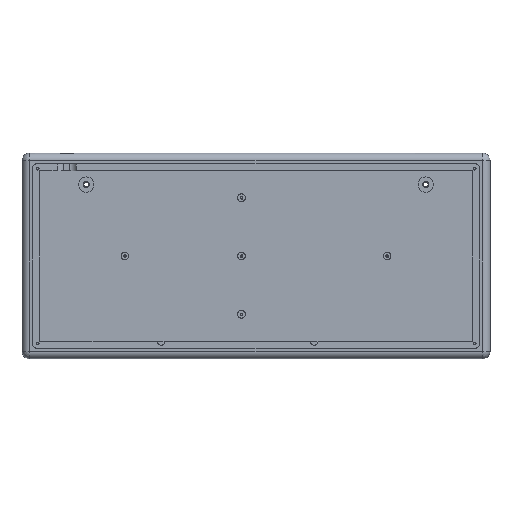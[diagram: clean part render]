
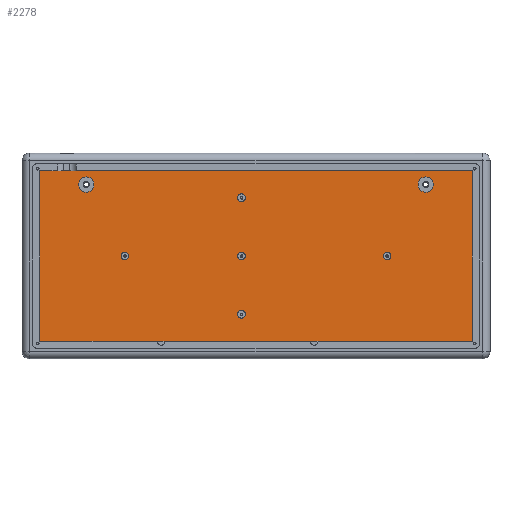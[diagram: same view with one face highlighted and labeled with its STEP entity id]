
A CAD part, top view. The second image highlights one B-rep face of the part: STEP entity #2278.
In plain terms, the highlighted planar face has unit normal (0, 0, 1).
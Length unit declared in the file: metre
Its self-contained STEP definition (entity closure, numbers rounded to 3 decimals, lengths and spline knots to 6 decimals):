
#81=LINE('',#11937,#165);
#82=LINE('',#11940,#166);
#83=LINE('',#11942,#167);
#84=LINE('',#11944,#168);
#165=VECTOR('',#2907,1.);
#166=VECTOR('',#2908,1.);
#167=VECTOR('',#2909,1.);
#168=VECTOR('',#2910,1.);
#383=PLANE('',#2491);
#657=ORIENTED_EDGE('',*,*,#1083,.F.);
#658=ORIENTED_EDGE('',*,*,#1098,.F.);
#659=ORIENTED_EDGE('',*,*,#1113,.F.);
#660=ORIENTED_EDGE('',*,*,#1128,.F.);
#661=ORIENTED_EDGE('',*,*,#1143,.F.);
#662=ORIENTED_EDGE('',*,*,#1256,.T.);
#663=ORIENTED_EDGE('',*,*,#1257,.F.);
#664=ORIENTED_EDGE('',*,*,#1258,.F.);
#665=ORIENTED_EDGE('',*,*,#1259,.T.);
#666=ORIENTED_EDGE('',*,*,#1260,.T.);
#667=ORIENTED_EDGE('',*,*,#1261,.F.);
#1083=EDGE_CURVE('',#1422,#1422,#1665,.T.);
#1098=EDGE_CURVE('',#1433,#1433,#1672,.T.);
#1113=EDGE_CURVE('',#1444,#1444,#1679,.T.);
#1128=EDGE_CURVE('',#1455,#1455,#1686,.T.);
#1143=EDGE_CURVE('',#1466,#1466,#1693,.T.);
#1256=EDGE_CURVE('',#1566,#1566,#1733,.F.);
#1257=EDGE_CURVE('',#1567,#1567,#1734,.T.);
#1258=EDGE_CURVE('',#1568,#1569,#81,.T.);
#1259=EDGE_CURVE('',#1568,#1570,#82,.T.);
#1260=EDGE_CURVE('',#1570,#1571,#83,.T.);
#1261=EDGE_CURVE('',#1569,#1571,#84,.T.);
#1422=VERTEX_POINT('',#3195);
#1433=VERTEX_POINT('',#4893);
#1444=VERTEX_POINT('',#6591);
#1455=VERTEX_POINT('',#8289);
#1466=VERTEX_POINT('',#9987);
#1566=VERTEX_POINT('',#11934);
#1567=VERTEX_POINT('',#11936);
#1568=VERTEX_POINT('',#11938);
#1569=VERTEX_POINT('',#11939);
#1570=VERTEX_POINT('',#11941);
#1571=VERTEX_POINT('',#11943);
#1665=CIRCLE('',#2380,0.0025);
#1672=CIRCLE('',#2393,0.0025);
#1679=CIRCLE('',#2406,0.0025);
#1686=CIRCLE('',#2419,0.0025);
#1693=CIRCLE('',#2432,0.0025);
#1733=CIRCLE('',#2492,0.005);
#1734=CIRCLE('',#2493,0.005);
#1867=EDGE_LOOP('',(#657));
#1868=EDGE_LOOP('',(#658));
#1869=EDGE_LOOP('',(#659));
#1870=EDGE_LOOP('',(#660));
#1871=EDGE_LOOP('',(#661));
#1872=EDGE_LOOP('',(#662));
#1873=EDGE_LOOP('',(#663));
#1874=EDGE_LOOP('',(#664,#665,#666,#667));
#2057=FACE_BOUND('',#1867,.T.);
#2058=FACE_BOUND('',#1868,.T.);
#2059=FACE_BOUND('',#1869,.T.);
#2060=FACE_BOUND('',#1870,.T.);
#2061=FACE_BOUND('',#1871,.T.);
#2062=FACE_BOUND('',#1872,.T.);
#2063=FACE_BOUND('',#1873,.T.);
#2064=FACE_BOUND('',#1874,.T.);
#2278=ADVANCED_FACE('',(#2057,#2058,#2059,#2060,#2061,#2062,#2063,#2064),
#383,.T.);
#2380=AXIS2_PLACEMENT_3D('',#3194,#2626,#2627);
#2393=AXIS2_PLACEMENT_3D('',#4892,#2652,#2653);
#2406=AXIS2_PLACEMENT_3D('',#6590,#2678,#2679);
#2419=AXIS2_PLACEMENT_3D('',#8288,#2704,#2705);
#2432=AXIS2_PLACEMENT_3D('',#9986,#2730,#2731);
#2491=AXIS2_PLACEMENT_3D('',#11932,#2901,#2902);
#2492=AXIS2_PLACEMENT_3D('',#11933,#2903,#2904);
#2493=AXIS2_PLACEMENT_3D('',#11935,#2905,#2906);
#2626=DIRECTION('',(0.,0.,1.));
#2627=DIRECTION('',(1.,0.,0.));
#2652=DIRECTION('',(0.,0.,1.));
#2653=DIRECTION('',(1.,0.,0.));
#2678=DIRECTION('',(0.,0.,1.));
#2679=DIRECTION('',(1.,0.,0.));
#2704=DIRECTION('',(0.,0.,1.));
#2705=DIRECTION('',(1.,0.,0.));
#2730=DIRECTION('',(0.,0.,1.));
#2731=DIRECTION('',(1.,0.,0.));
#2901=DIRECTION('',(0.,0.,1.));
#2902=DIRECTION('',(1.,0.,0.));
#2903=DIRECTION('',(0.,0.,1.));
#2904=DIRECTION('',(1.,0.,0.));
#2905=DIRECTION('',(0.,0.,1.));
#2906=DIRECTION('',(1.,0.,0.));
#2907=DIRECTION('',(1.,0.,0.));
#2908=DIRECTION('',(0.,-1.,0.));
#2909=DIRECTION('',(1.,0.,0.));
#2910=DIRECTION('',(0.,-1.,0.));
#3194=CARTESIAN_POINT('',(-0.085724,0.,0.002));
#3195=CARTESIAN_POINT('',(-0.083224,0.,0.002));
#4892=CARTESIAN_POINT('',(-0.009524,0.,0.002));
#4893=CARTESIAN_POINT('',(-0.007024,0.,0.002));
#6590=CARTESIAN_POINT('',(-0.009524,-0.0381,0.002));
#6591=CARTESIAN_POINT('',(-0.007024,-0.0381,0.002));
#8288=CARTESIAN_POINT('',(-0.009524,0.0381,0.002));
#8289=CARTESIAN_POINT('',(-0.007024,0.0381,0.002));
#9986=CARTESIAN_POINT('',(0.085726,0.,0.002));
#9987=CARTESIAN_POINT('',(0.088226,0.,0.002));
#11932=CARTESIAN_POINT('',(0.,0.,0.002));
#11933=CARTESIAN_POINT('',(0.111,0.046725,0.002));
#11934=CARTESIAN_POINT('',(0.116,0.046725,0.002));
#11935=CARTESIAN_POINT('',(-0.111,0.046725,0.002));
#11936=CARTESIAN_POINT('',(-0.106,0.046725,0.002));
#11937=CARTESIAN_POINT('',(0.,0.0558,0.002));
#11938=CARTESIAN_POINT('',(-0.1415,0.0558,0.002));
#11939=CARTESIAN_POINT('',(0.1415,0.0558,0.002));
#11940=CARTESIAN_POINT('',(-0.1415,0.,0.002));
#11941=CARTESIAN_POINT('',(-0.1415,-0.0558,0.002));
#11942=CARTESIAN_POINT('',(0.,-0.0558,0.002));
#11943=CARTESIAN_POINT('',(0.1415,-0.0558,0.002));
#11944=CARTESIAN_POINT('',(0.1415,0.,0.002));
